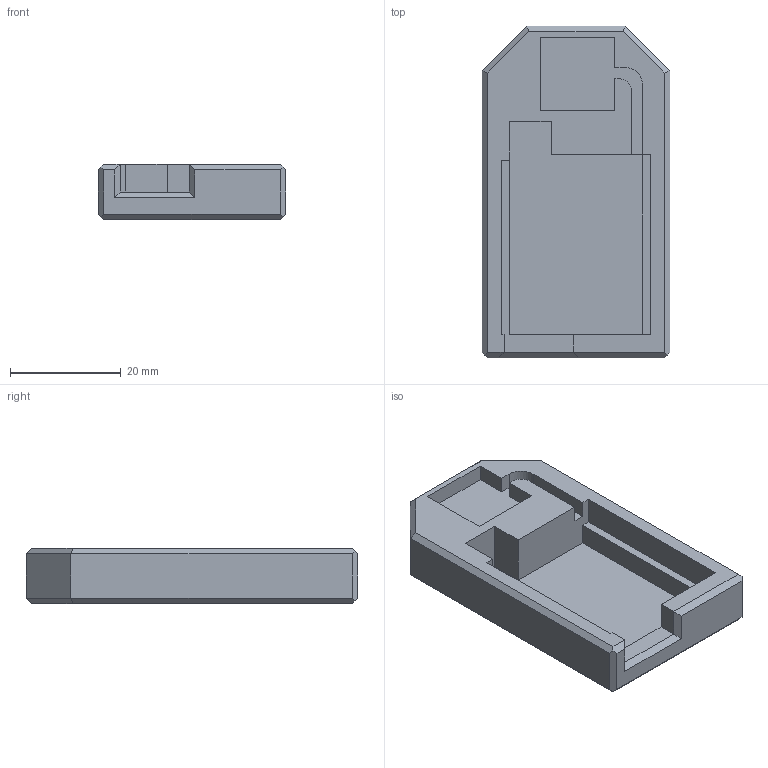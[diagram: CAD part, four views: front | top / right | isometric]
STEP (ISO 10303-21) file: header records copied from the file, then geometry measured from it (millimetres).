
FILE_DESCRIPTION(/* description */ (''),/* implementation_level */ '2;1');
FILE_NAME(/* name */ 'snappergps-tray-v2.step',/* time_stamp */ '2022-08-03T15:10:47+01:00',/* author */ (''),/* organization */ (''),/* preprocessor_version */ 'ST-DEVELOPER v19',/* originating_system */ 'Autodesk Translation Framework v11.7.0.108',/* authorisation */ '');
FILE_SCHEMA (('AUTOMOTIVE_DESIGN { 1 0 10303 214 3 1 1 }'));
Length unit declared in the file: millimetre
Products named in the file (1): snappergps-1-0-0-tray
Bounding box: 34 x 60 x 10 mm (x, y, z)
Volume: 10818.4 mm3; surface area: 6820.5 mm2
Topology: 1 solids, 1 shells, 53 faces, 141 edges, 90 vertices
Faces by surface type: plane 51, cylinder 2
Entity records: 1643 total; most frequent: CARTESIAN_POINT 285, ORIENTED_EDGE 282, DIRECTION 253, EDGE_CURVE 141, LINE 137, VECTOR 137, VERTEX_POINT 90, AXIS2_PLACEMENT_3D 58
